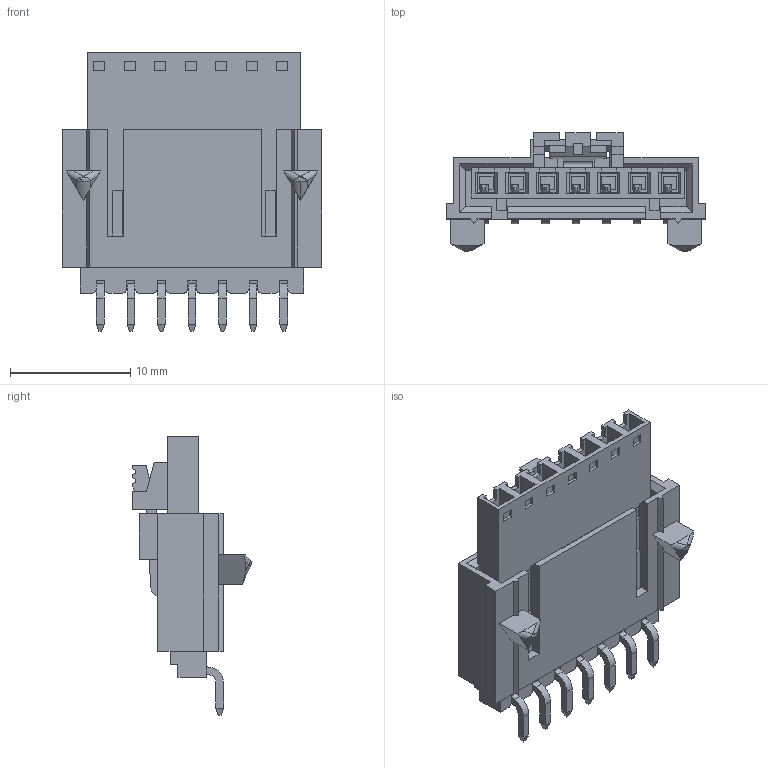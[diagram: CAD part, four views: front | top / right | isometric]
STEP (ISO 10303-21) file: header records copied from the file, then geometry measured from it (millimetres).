
FILE_DESCRIPTION (( 'STEP AP214' ), '1' );
FILE_NAME ('Assem1.STEP', '2019-01-22T00:48:13', ( '' ), ( '' ), 'SwSTEP 2.0', 'SolidWorks 2017', '' );
FILE_SCHEMA (( 'AUTOMOTIVE_DESIGN' ));
Length unit declared in the file: millimetre
Products named in the file (3): Assem1; 050579407; 015913074
Assembly tree (2 placements, depth 2):
  Assem1
    015913074
    050579407
Bounding box: 21.59 x 9.85 x 23.17 mm (x, y, z)
Volume: 1232.7 mm3; surface area: 3246.7 mm2
Topology: 9 solids, 9 shells, 642 faces, 1672 edges, 1059 vertices
Faces by surface type: plane 572, cylinder 60, bspline 10
Entity records: 26699 total; most frequent: CARTESIAN_POINT 3808, ORIENTED_EDGE 3344, DIRECTION 3007, EDGE_CURVE 1672, VECTOR 1521, LINE 1521, VERTEX_POINT 1059, AXIS2_PLACEMENT_3D 743
